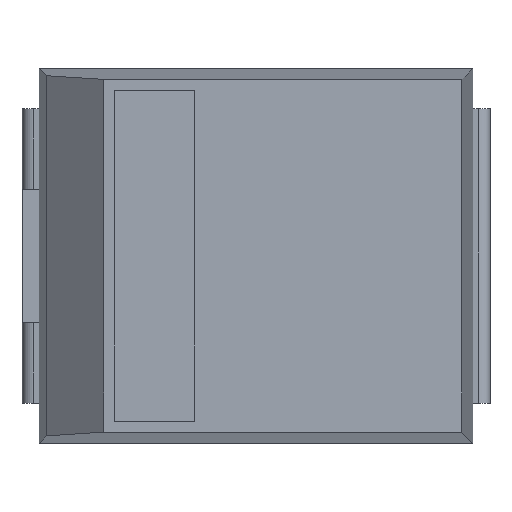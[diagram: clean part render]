
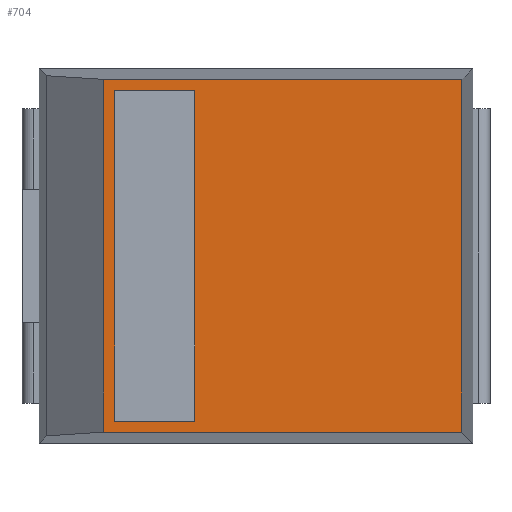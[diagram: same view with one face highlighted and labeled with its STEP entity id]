
A CAD part, top view. The second image highlights one B-rep face of the part: STEP entity #704.
In plain terms, the highlighted planar face has unit normal (0, 0, 1).
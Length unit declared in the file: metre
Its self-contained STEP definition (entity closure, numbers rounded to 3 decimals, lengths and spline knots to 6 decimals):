
#109=ORIENTED_EDGE('',*,*,#244,.F.);
#110=ORIENTED_EDGE('',*,*,#242,.F.);
#111=ORIENTED_EDGE('',*,*,#240,.F.);
#112=ORIENTED_EDGE('',*,*,#246,.F.);
#113=ORIENTED_EDGE('',*,*,#249,.T.);
#114=ORIENTED_EDGE('',*,*,#276,.T.);
#115=ORIENTED_EDGE('',*,*,#277,.T.);
#116=ORIENTED_EDGE('',*,*,#278,.T.);
#240=EDGE_CURVE('',#335,#336,#400,.T.);
#242=EDGE_CURVE('',#336,#337,#402,.T.);
#244=EDGE_CURVE('',#337,#338,#404,.T.);
#246=EDGE_CURVE('',#338,#335,#406,.T.);
#249=EDGE_CURVE('',#342,#341,#409,.T.);
#276=EDGE_CURVE('',#341,#359,#432,.T.);
#277=EDGE_CURVE('',#359,#360,#433,.T.);
#278=EDGE_CURVE('',#360,#342,#434,.T.);
#335=VERTEX_POINT('',#1108);
#336=VERTEX_POINT('',#1110);
#337=VERTEX_POINT('',#1114);
#338=VERTEX_POINT('',#1118);
#341=VERTEX_POINT('',#1127);
#342=VERTEX_POINT('',#1129);
#359=VERTEX_POINT('',#1183);
#360=VERTEX_POINT('',#1185);
#400=LINE('',#1109,#488);
#402=LINE('',#1113,#490);
#404=LINE('',#1117,#492);
#406=LINE('',#1121,#494);
#409=LINE('',#1128,#497);
#432=LINE('',#1182,#520);
#433=LINE('',#1184,#521);
#434=LINE('',#1186,#522);
#488=VECTOR('',#918,1.);
#490=VECTOR('',#922,1.);
#492=VECTOR('',#926,1.);
#494=VECTOR('',#930,1.);
#497=VECTOR('',#935,1.);
#520=VECTOR('',#986,1.);
#521=VECTOR('',#987,1.);
#522=VECTOR('',#988,1.);
#579=EDGE_LOOP('',(#109,#110,#111,#112));
#580=EDGE_LOOP('',(#113,#114,#115,#116));
#617=FACE_BOUND('',#579,.T.);
#618=FACE_BOUND('',#580,.T.);
#652=PLANE('',#864);
#704=ADVANCED_FACE('',(#617,#618),#652,.F.);
#864=AXIS2_PLACEMENT_3D('',#1181,#984,#985);
#918=DIRECTION('',(0.,-1.,0.));
#922=DIRECTION('',(1.,0.,0.));
#926=DIRECTION('',(0.,1.,0.));
#930=DIRECTION('',(-1.,0.,0.));
#935=DIRECTION('',(0.,-1.,0.));
#984=DIRECTION('',(0.,0.,-1.));
#985=DIRECTION('',(-0.759,0.651,0.));
#986=DIRECTION('',(1.,0.,0.));
#987=DIRECTION('',(0.,1.,0.));
#988=DIRECTION('',(-1.,0.,0.));
#1108=CARTESIAN_POINT('',(-0.001058,0.001238,0.0021));
#1109=CARTESIAN_POINT('',(-0.001058,0.001238,0.0021));
#1110=CARTESIAN_POINT('',(-0.001058,-0.001238,0.0021));
#1113=CARTESIAN_POINT('',(-0.001058,-0.001238,0.0021));
#1114=CARTESIAN_POINT('',(-0.000458,-0.001238,0.0021));
#1117=CARTESIAN_POINT('',(-0.000458,-0.001238,0.0021));
#1118=CARTESIAN_POINT('',(-0.000458,0.001238,0.0021));
#1121=CARTESIAN_POINT('',(-0.000458,0.001238,0.0021));
#1127=CARTESIAN_POINT('',(-0.001139,-0.001319,0.0021));
#1128=CARTESIAN_POINT('',(-0.001139,0.,0.0021));
#1129=CARTESIAN_POINT('',(-0.001139,0.001319,0.0021));
#1181=CARTESIAN_POINT('',(0.001539,-0.001319,0.0021));
#1182=CARTESIAN_POINT('',(-0.001539,-0.001319,0.0021));
#1183=CARTESIAN_POINT('',(0.001539,-0.001319,0.0021));
#1184=CARTESIAN_POINT('',(0.001539,-0.001319,0.0021));
#1185=CARTESIAN_POINT('',(0.001539,0.001319,0.0021));
#1186=CARTESIAN_POINT('',(0.001539,0.001319,0.0021));
